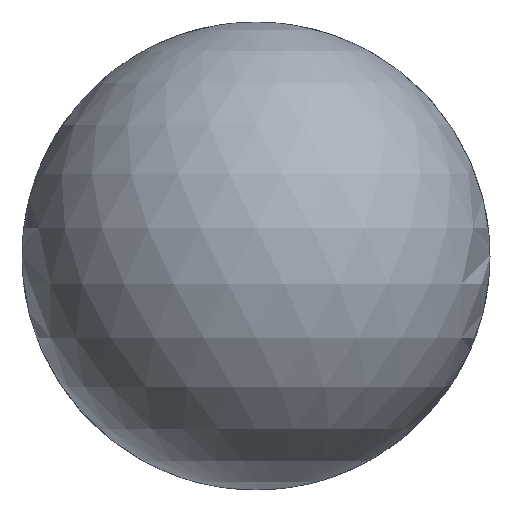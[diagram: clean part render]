
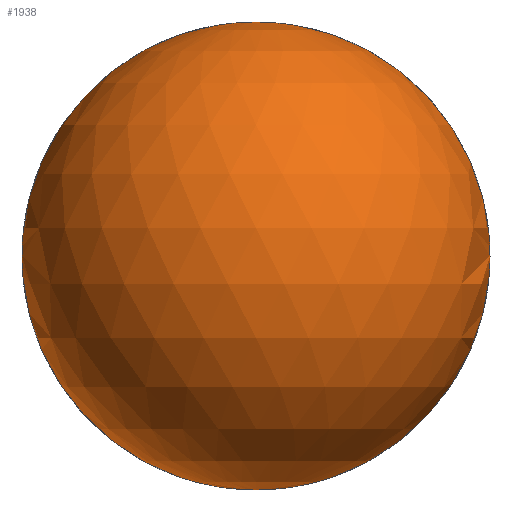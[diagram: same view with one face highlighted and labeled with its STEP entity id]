
A CAD part, front view. The second image highlights one B-rep face of the part: STEP entity #1938.
In plain terms, the highlighted spherical face has radius 20 mm.
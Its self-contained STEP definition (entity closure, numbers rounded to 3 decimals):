
#23=SPHERICAL_SURFACE('',#2191,20.);
#266=FACE_OUTER_BOUND('',#388,.T.);
#388=EDGE_LOOP('',(#1777,#1778,#1779,#1780,#1781,#1782,#1783,#1784));
#732=CIRCLE('',#2173,5.109);
#733=CIRCLE('',#2175,9.399);
#735=CIRCLE('',#2178,9.399);
#736=CIRCLE('',#2180,5.109);
#737=CIRCLE('',#2182,20.);
#738=CIRCLE('',#2184,20.);
#739=CIRCLE('',#2187,20.);
#740=CIRCLE('',#2189,20.);
#894=VERTEX_POINT('',#3848);
#898=VERTEX_POINT('',#3879);
#900=VERTEX_POINT('',#3906);
#903=VERTEX_POINT('',#3935);
#905=VERTEX_POINT('',#3969);
#908=VERTEX_POINT('',#3998);
#917=VERTEX_POINT('',#4065);
#920=VERTEX_POINT('',#4094);
#1200=EDGE_CURVE('',#908,#905,#732,.T.);
#1201=EDGE_CURVE('',#903,#900,#733,.T.);
#1203=EDGE_CURVE('',#917,#920,#735,.T.);
#1204=EDGE_CURVE('',#898,#894,#736,.T.);
#1205=EDGE_CURVE('',#908,#920,#737,.T.);
#1206=EDGE_CURVE('',#917,#894,#738,.T.);
#1207=EDGE_CURVE('',#898,#900,#739,.T.);
#1208=EDGE_CURVE('',#903,#905,#740,.T.);
#1777=ORIENTED_EDGE('',*,*,#1200,.F.);
#1778=ORIENTED_EDGE('',*,*,#1205,.T.);
#1779=ORIENTED_EDGE('',*,*,#1203,.F.);
#1780=ORIENTED_EDGE('',*,*,#1206,.T.);
#1781=ORIENTED_EDGE('',*,*,#1204,.F.);
#1782=ORIENTED_EDGE('',*,*,#1207,.T.);
#1783=ORIENTED_EDGE('',*,*,#1201,.F.);
#1784=ORIENTED_EDGE('',*,*,#1208,.T.);
#1938=ADVANCED_FACE('',(#266),#23,.T.);
#2173=AXIS2_PLACEMENT_3D('',#4098,#2736,#2737);
#2175=AXIS2_PLACEMENT_3D('',#4100,#2740,#2741);
#2178=AXIS2_PLACEMENT_3D('',#4103,#2746,#2747);
#2180=AXIS2_PLACEMENT_3D('',#4105,#2750,#2751);
#2182=AXIS2_PLACEMENT_3D('',#4107,#2754,#2755);
#2184=AXIS2_PLACEMENT_3D('',#4109,#2758,#2759);
#2187=AXIS2_PLACEMENT_3D('',#4112,#2764,#2765);
#2189=AXIS2_PLACEMENT_3D('',#4114,#2768,#2769);
#2191=AXIS2_PLACEMENT_3D('',#4116,#2772,#2773);
#2736=DIRECTION('center_axis',(0.97,0.243,0.));
#2737=DIRECTION('ref_axis',(0.243,-0.97,0.));
#2740=DIRECTION('center_axis',(0.,0.447,-0.894));
#2741=DIRECTION('ref_axis',(0.,-0.894,-0.447));
#2746=DIRECTION('center_axis',(0.,0.447,0.894));
#2747=DIRECTION('ref_axis',(0.,-0.894,0.447));
#2750=DIRECTION('center_axis',(-0.97,0.243,0.));
#2751=DIRECTION('ref_axis',(-0.243,-0.97,0.));
#2754=DIRECTION('center_axis',(0.,-1.,0.));
#2755=DIRECTION('ref_axis',(0.,0.,1.));
#2758=DIRECTION('center_axis',(0.,-1.,0.));
#2759=DIRECTION('ref_axis',(0.,0.,1.));
#2764=DIRECTION('center_axis',(0.,-1.,0.));
#2765=DIRECTION('ref_axis',(0.,0.,1.));
#2768=DIRECTION('center_axis',(0.,-1.,0.));
#2769=DIRECTION('ref_axis',(0.,0.,1.));
#2772=DIRECTION('center_axis',(0.,0.,1.));
#2773=DIRECTION('ref_axis',(1.,0.,0.));
#3848=CARTESIAN_POINT('',(0.068,-130.,11.653));
#3879=CARTESIAN_POINT('',(0.068,-130.,8.347));
#3906=CARTESIAN_POINT('',(16.772,-130.,-9.738));
#3935=CARTESIAN_POINT('',(23.228,-130.,-9.738));
#3969=CARTESIAN_POINT('',(39.932,-130.,8.347));
#3998=CARTESIAN_POINT('',(39.932,-130.,11.653));
#4065=CARTESIAN_POINT('',(16.772,-130.,29.738));
#4094=CARTESIAN_POINT('',(23.228,-130.,29.738));
#4098=CARTESIAN_POINT('Origin',(38.759,-125.31,10.));
#4100=CARTESIAN_POINT('Origin',(20.,-122.105,-5.79));
#4103=CARTESIAN_POINT('Origin',(20.,-122.105,25.79));
#4105=CARTESIAN_POINT('Origin',(1.241,-125.31,10.));
#4107=CARTESIAN_POINT('Origin',(20.,-130.,10.));
#4109=CARTESIAN_POINT('Origin',(20.,-130.,10.));
#4112=CARTESIAN_POINT('Origin',(20.,-130.,10.));
#4114=CARTESIAN_POINT('Origin',(20.,-130.,10.));
#4116=CARTESIAN_POINT('Origin',(20.,-130.,10.));
